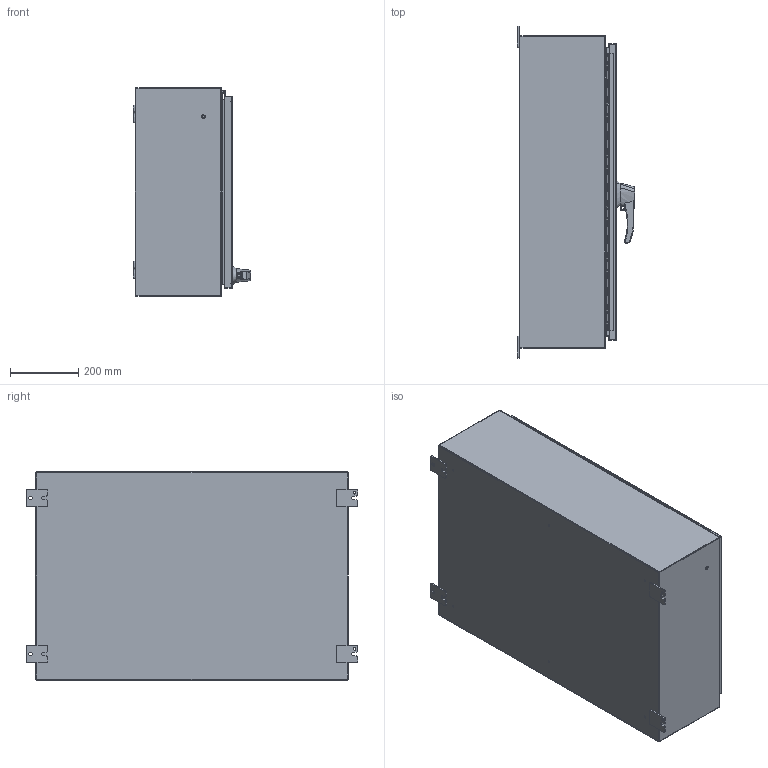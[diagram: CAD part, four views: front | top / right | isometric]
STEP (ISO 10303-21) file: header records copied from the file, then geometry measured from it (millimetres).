
FILE_DESCRIPTION (( 'STEP AP214' ), '1' );
FILE_NAME ('HW362410GYHK.STEP', '2019-08-09T15:32:12', ( '' ), ( '' ), 'SwSTEP 2.0', 'SolidWorks 2018', '' );
FILE_SCHEMA (( 'AUTOMOTIVE_DESIGN' ));
Length unit declared in the file: inch
Products named in the file (1): HW362410GYHK
Bounding box: 343.2 x 971.55 x 609.6 mm (x, y, z)
Volume: 4449122.1 mm3; surface area: 4567063.7 mm2
Topology: 43 solids, 44 shells, 1547 faces, 3879 edges, 2460 vertices
Faces by surface type: plane 747, cylinder 627, bspline 105, cone 68
Entity records: 104756 total; most frequent: CARTESIAN_POINT 47847, ORIENTED_EDGE 7742, DIRECTION 7318, EDGE_CURVE 3871, AXIS2_PLACEMENT_3D 2524, VERTEX_POINT 2460, VECTOR 2270, LINE 2270
